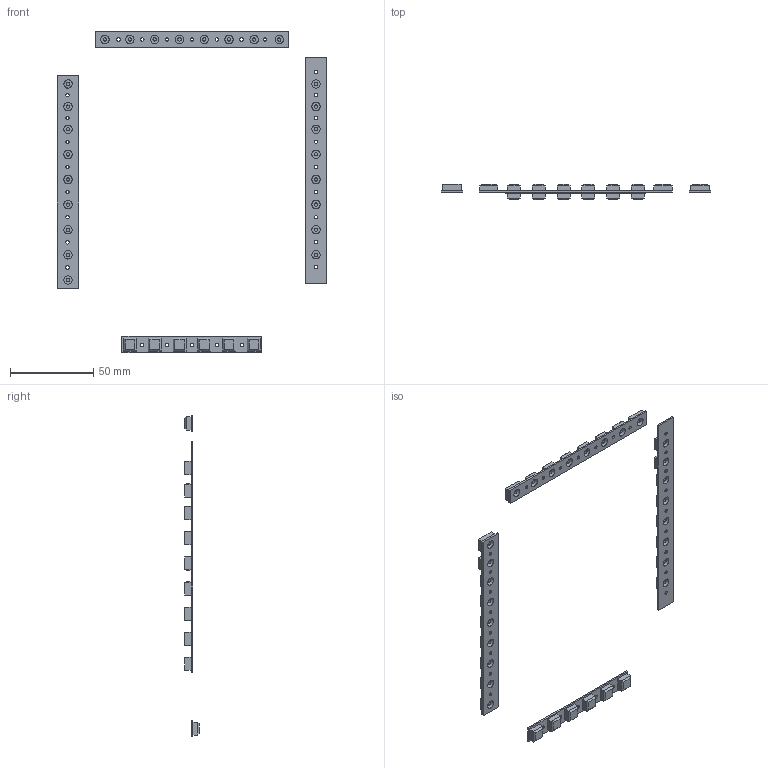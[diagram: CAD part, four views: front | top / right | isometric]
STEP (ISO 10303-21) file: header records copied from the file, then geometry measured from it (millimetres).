
FILE_DESCRIPTION(/* description */ (''),/* implementation_level */ '2;1');
FILE_NAME(/* name */ 'Silicone Buttons v2.step',/* time_stamp */ '2024-06-02T23:30:10-04:00',/* author */ (''),/* organization */ (''),/* preprocessor_version */ 'ST-DEVELOPER v20',/* originating_system */ 'Autodesk Translation Framework v13.14.0.145',/* authorisation */ '');
FILE_SCHEMA (('AUTOMOTIVE_DESIGN { 1 0 10303 214 3 1 1 }'));
Length unit declared in the file: millimetre
Products named in the file (1): Silicone Buttons
Bounding box: 162 x 9 x 193.31 mm (x, y, z)
Volume: 11493.8 mm3; surface area: 17391.3 mm2
Topology: 5 solids, 5 shells, 424 faces, 880 edges, 558 vertices
Faces by surface type: plane 330, cylinder 94
Full cylindrical faces by diameter (mm): 2 x60, 5 x30
Entity records: 11213 total; most frequent: DIRECTION 1918, CARTESIAN_POINT 1863, ORIENTED_EDGE 1760, EDGE_CURVE 880, LINE 692, VECTOR 692, AXIS2_PLACEMENT_3D 613, EDGE_LOOP 576
